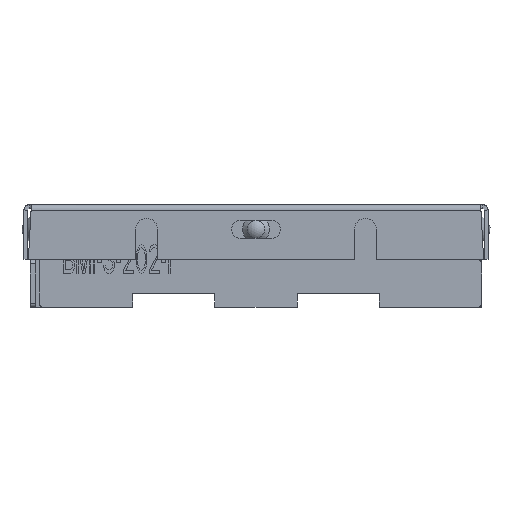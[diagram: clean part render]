
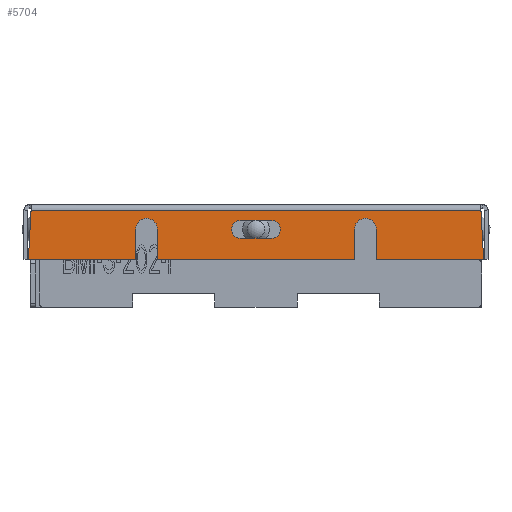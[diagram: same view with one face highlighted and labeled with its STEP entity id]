
A CAD part, front view. The second image highlights one B-rep face of the part: STEP entity #5704.
In plain terms, the highlighted face is planar.
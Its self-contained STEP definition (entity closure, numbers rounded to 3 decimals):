
#5704=ADVANCED_FACE('',(#13846,#13848),#13850,.T.);
#13846=FACE_BOUND('',#13847,.T.);
#13847=EDGE_LOOP('',(#20200,#20201,#20202,#20203,#20204,#20205,#20206,#20207,#20208,
#20209,#20210,#20211));
#13848=FACE_BOUND('',#13849,.T.);
#13849=EDGE_LOOP('',(#20212,#20213,#20214,#20215));
#13850=PLANE('',#13851);
#13851=AXIS2_PLACEMENT_3D('',#13852,#13853,#13854);
#13852=CARTESIAN_POINT('',(8.28,0.8,8.48));
#13853=DIRECTION('',(-0.,0.,1.));
#13854=DIRECTION('',(1.,0.,0.));
#20200=ORIENTED_EDGE('',*,*,#24083,.F.);
#20201=ORIENTED_EDGE('',*,*,#24084,.F.);
#20202=ORIENTED_EDGE('',*,*,#24085,.T.);
#20203=ORIENTED_EDGE('',*,*,#24086,.F.);
#20204=ORIENTED_EDGE('',*,*,#24087,.T.);
#20205=ORIENTED_EDGE('',*,*,#24088,.T.);
#20206=ORIENTED_EDGE('',*,*,#24089,.T.);
#20207=ORIENTED_EDGE('',*,*,#24090,.F.);
#20208=ORIENTED_EDGE('',*,*,#24091,.T.);
#20209=ORIENTED_EDGE('',*,*,#24092,.T.);
#20210=ORIENTED_EDGE('',*,*,#24093,.T.);
#20211=ORIENTED_EDGE('',*,*,#24094,.F.);
#20212=ORIENTED_EDGE('',*,*,#24095,.T.);
#20213=ORIENTED_EDGE('',*,*,#24096,.F.);
#20214=ORIENTED_EDGE('',*,*,#23891,.T.);
#20215=ORIENTED_EDGE('',*,*,#24097,.F.);
#23891=EDGE_CURVE('',#27603,#27600,#27604,.T.);
#24083=EDGE_CURVE('',#27923,#27924,#27925,.T.);
#24084=EDGE_CURVE('',#27926,#27923,#27927,.T.);
#24085=EDGE_CURVE('',#27926,#27928,#27929,.T.);
#24086=EDGE_CURVE('',#27930,#27928,#27931,.T.);
#24087=EDGE_CURVE('',#27930,#27932,#27933,.T.);
#24088=EDGE_CURVE('',#27932,#27934,#27935,.T.);
#24089=EDGE_CURVE('',#27934,#27936,#27937,.T.);
#24090=EDGE_CURVE('',#27938,#27936,#27939,.T.);
#24091=EDGE_CURVE('',#27938,#27940,#27941,.T.);
#24092=EDGE_CURVE('',#27940,#27942,#27943,.T.);
#24093=EDGE_CURVE('',#27942,#27944,#27945,.T.);
#24094=EDGE_CURVE('',#27924,#27944,#27946,.T.);
#24095=EDGE_CURVE('',#27947,#27948,#27949,.T.);
#24096=EDGE_CURVE('',#27603,#27948,#27950,.T.);
#24097=EDGE_CURVE('',#27947,#27600,#27951,.T.);
#27600=VERTEX_POINT('',#35433);
#27603=VERTEX_POINT('',#35438);
#27604=CIRCLE('',#35439,0.325);
#27923=VERTEX_POINT('',#36144);
#27924=VERTEX_POINT('',#36145);
#27925=LINE('',#36146,#36147);
#27926=VERTEX_POINT('',#36149);
#27927=LINE('',#36150,#36151);
#27928=VERTEX_POINT('',#36153);
#27929=LINE('',#36154,#36155);
#27930=VERTEX_POINT('',#36157);
#27931=LINE('',#36158,#36159);
#27932=VERTEX_POINT('',#36161);
#27933=CIRCLE('',#36162,0.4);
#27934=VERTEX_POINT('',#36166);
#27935=LINE('',#36167,#36168);
#27936=VERTEX_POINT('',#36170);
#27937=LINE('',#36171,#36172);
#27938=VERTEX_POINT('',#36174);
#27939=LINE('',#36175,#36176);
#27940=VERTEX_POINT('',#36178);
#27941=CIRCLE('',#36179,0.4);
#27942=VERTEX_POINT('',#36183);
#27943=LINE('',#36184,#36185);
#27944=VERTEX_POINT('',#36187);
#27945=LINE('',#36188,#36189);
#27946=LINE('',#36191,#36192);
#27947=VERTEX_POINT('',#36194);
#27948=VERTEX_POINT('',#36195);
#27949=CIRCLE('',#36196,0.325);
#27950=LINE('',#36200,#36201);
#27951=LINE('',#36203,#36204);
#35433=CARTESIAN_POINT('',(0.565,-0.225,8.48));
#35438=CARTESIAN_POINT('',(0.565,0.425,8.48));
#35439=AXIS2_PLACEMENT_3D('',#35440,#35441,#35442);
#35440=CARTESIAN_POINT('',(0.565,0.1,8.48));
#35441=DIRECTION('',(0.,0.,-1.));
#35442=DIRECTION('',(0.,1.,0.));
#36144=CARTESIAN_POINT('',(-8.22,0.8,8.48));
#36145=CARTESIAN_POINT('',(8.22,0.8,8.48));
#36146=CARTESIAN_POINT('',(-8.22,0.8,8.48));
#36147=VECTOR('',#36148,1.);
#36148=DIRECTION('',(1.,0.,0.));
#36149=CARTESIAN_POINT('',(-8.32,-1.,8.48));
#36150=CARTESIAN_POINT('',(-8.32,-1.,8.48));
#36151=VECTOR('',#36152,1.);
#36152=DIRECTION('',(0.056,0.998,0.));
#36153=CARTESIAN_POINT('',(-4.4,-1.,8.48));
#36154=CARTESIAN_POINT('',(-8.32,-1.,8.48));
#36155=VECTOR('',#36156,1.);
#36156=DIRECTION('',(1.,0.,0.));
#36157=CARTESIAN_POINT('',(-4.4,0.1,8.48));
#36158=CARTESIAN_POINT('',(-4.4,0.1,8.48));
#36159=VECTOR('',#36160,1.);
#36160=DIRECTION('',(0.,-1.,0.));
#36161=CARTESIAN_POINT('',(-3.6,0.1,8.48));
#36162=AXIS2_PLACEMENT_3D('',#36163,#36164,#36165);
#36163=CARTESIAN_POINT('',(-4.,0.1,8.48));
#36164=DIRECTION('',(0.,-0.,-1.));
#36165=DIRECTION('',(-1.,0.,0.));
#36166=CARTESIAN_POINT('',(-3.6,-1.,8.48));
#36167=CARTESIAN_POINT('',(-3.6,0.1,8.48));
#36168=VECTOR('',#36169,1.);
#36169=DIRECTION('',(0.,-1.,0.));
#36170=CARTESIAN_POINT('',(3.6,-1.,8.48));
#36171=CARTESIAN_POINT('',(-3.6,-1.,8.48));
#36172=VECTOR('',#36173,1.);
#36173=DIRECTION('',(1.,0.,0.));
#36174=CARTESIAN_POINT('',(3.6,0.1,8.48));
#36175=CARTESIAN_POINT('',(3.6,0.1,8.48));
#36176=VECTOR('',#36177,1.);
#36177=DIRECTION('',(0.,-1.,0.));
#36178=CARTESIAN_POINT('',(4.4,0.1,8.48));
#36179=AXIS2_PLACEMENT_3D('',#36180,#36181,#36182);
#36180=CARTESIAN_POINT('',(4.,0.1,8.48));
#36181=DIRECTION('',(0.,-0.,-1.));
#36182=DIRECTION('',(-1.,0.,0.));
#36183=CARTESIAN_POINT('',(4.4,-1.,8.48));
#36184=CARTESIAN_POINT('',(4.4,0.1,8.48));
#36185=VECTOR('',#36186,1.);
#36186=DIRECTION('',(0.,-1.,0.));
#36187=CARTESIAN_POINT('',(8.32,-1.,8.48));
#36188=CARTESIAN_POINT('',(4.4,-1.,8.48));
#36189=VECTOR('',#36190,1.);
#36190=DIRECTION('',(1.,0.,0.));
#36191=CARTESIAN_POINT('',(8.22,0.8,8.48));
#36192=VECTOR('',#36193,1.);
#36193=DIRECTION('',(0.056,-0.998,0.));
#36194=CARTESIAN_POINT('',(-0.565,-0.225,8.48));
#36195=CARTESIAN_POINT('',(-0.565,0.425,8.48));
#36196=AXIS2_PLACEMENT_3D('',#36197,#36198,#36199);
#36197=CARTESIAN_POINT('',(-0.565,0.1,8.48));
#36198=DIRECTION('',(0.,-0.,-1.));
#36199=DIRECTION('',(0.,-1.,0.));
#36200=CARTESIAN_POINT('',(0.565,0.425,8.48));
#36201=VECTOR('',#36202,1.);
#36202=DIRECTION('',(-1.,0.,0.));
#36203=CARTESIAN_POINT('',(-0.565,-0.225,8.48));
#36204=VECTOR('',#36205,1.);
#36205=DIRECTION('',(1.,0.,0.));
